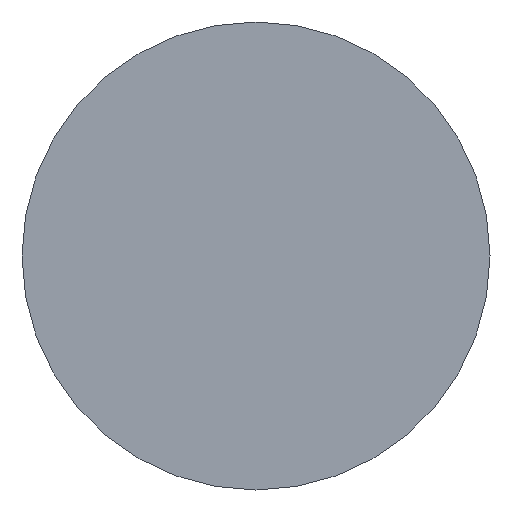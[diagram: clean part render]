
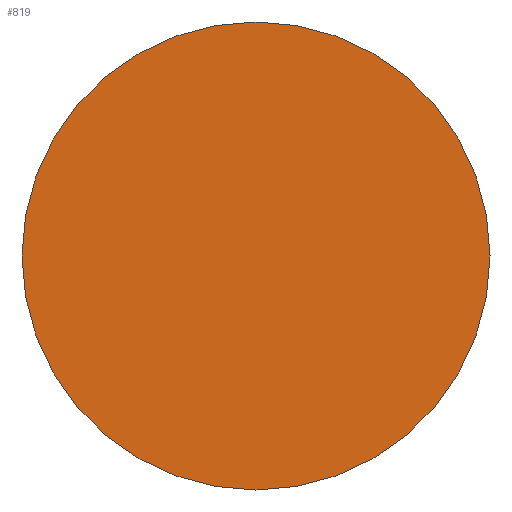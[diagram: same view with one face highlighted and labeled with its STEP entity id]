
A CAD part, front view. The second image highlights one B-rep face of the part: STEP entity #819.
In plain terms, the highlighted planar face has unit normal (0, -1, 0).
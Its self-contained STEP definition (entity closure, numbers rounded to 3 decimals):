
#72=PLANE('',#965);
#124=FACE_OUTER_BOUND('',#173,.T.);
#173=EDGE_LOOP('',(#754,#755));
#293=CIRCLE('',#963,23.);
#294=CIRCLE('',#964,23.);
#379=VERTEX_POINT('',#1539);
#380=VERTEX_POINT('',#1540);
#503=EDGE_CURVE('',#379,#380,#293,.T.);
#504=EDGE_CURVE('',#380,#379,#294,.T.);
#754=ORIENTED_EDGE('',*,*,#503,.T.);
#755=ORIENTED_EDGE('',*,*,#504,.T.);
#819=ADVANCED_FACE('',(#124),#72,.T.);
#963=AXIS2_PLACEMENT_3D('',#1541,#1233,#1234);
#964=AXIS2_PLACEMENT_3D('',#1542,#1235,#1236);
#965=AXIS2_PLACEMENT_3D('',#1544,#1238,#1239);
#1233=DIRECTION('center_axis',(0.,-1.,0.));
#1234=DIRECTION('ref_axis',(-1.,0.,0.));
#1235=DIRECTION('center_axis',(0.,-1.,0.));
#1236=DIRECTION('ref_axis',(-1.,0.,0.));
#1238=DIRECTION('center_axis',(0.,-1.,0.));
#1239=DIRECTION('ref_axis',(0.,0.,-1.));
#1539=CARTESIAN_POINT('',(-23.,0.,0.));
#1540=CARTESIAN_POINT('',(23.,0.,0.));
#1541=CARTESIAN_POINT('Origin',(0.,0.,0.));
#1542=CARTESIAN_POINT('Origin',(0.,0.,0.));
#1544=CARTESIAN_POINT('Origin',(-11.5,0.,0.));
